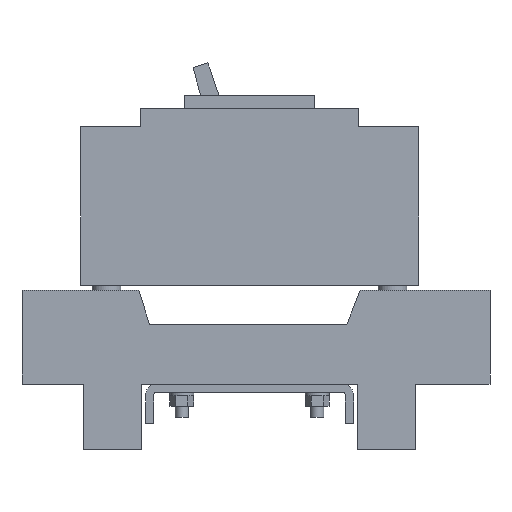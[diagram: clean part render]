
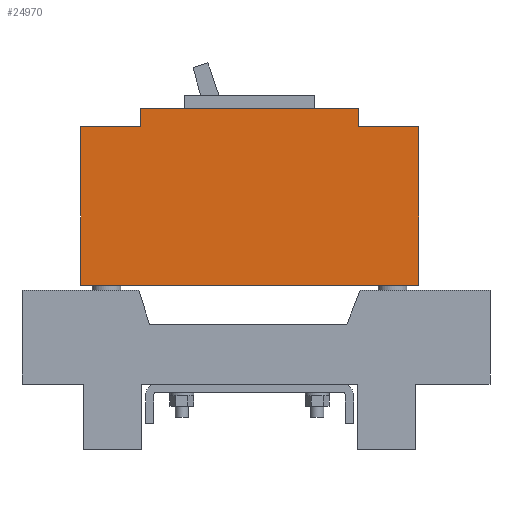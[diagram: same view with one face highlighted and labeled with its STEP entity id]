
A CAD part, left-side view. The second image highlights one B-rep face of the part: STEP entity #24970.
In plain terms, the highlighted planar face has unit normal (-1, 0, 0).
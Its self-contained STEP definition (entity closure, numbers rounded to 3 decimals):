
#24260=CARTESIAN_POINT('',(30.,415.,0.));
#24270=DIRECTION('',(1.,-0.,0.));
#24280=DIRECTION('',(0.,0.,-1.));
#24290=AXIS2_PLACEMENT_3D('',#24260,#24270,#24280);
#24300=PLANE('',#24290);
#24310=CARTESIAN_POINT('',(30.,285.,0.));
#24320=DIRECTION('',(0.,0.,-1.));
#24330=VECTOR('',#24320,1.);
#24340=LINE('',#24310,#24330);
#24350=CARTESIAN_POINT('',(30.,285.,-12.));
#24360=VERTEX_POINT('',#24350);
#24370=CARTESIAN_POINT('',(30.,285.,-73.));
#24380=VERTEX_POINT('',#24370);
#24390=EDGE_CURVE('',#24360,#24380,#24340,.T.);
#24400=ORIENTED_EDGE('',*,*,#24390,.F.);
#24410=CARTESIAN_POINT('',(30.,0.,-73.));
#24420=DIRECTION('',(0.,1.,0.));
#24430=VECTOR('',#24420,1.);
#24440=LINE('',#24410,#24430);
#24450=CARTESIAN_POINT('',(30.,415.,-73.));
#24460=VERTEX_POINT('',#24450);
#24470=EDGE_CURVE('',#24380,#24460,#24440,.T.);
#24480=ORIENTED_EDGE('',*,*,#24470,.F.);
#24490=CARTESIAN_POINT('',(30.,415.,0.));
#24500=DIRECTION('',(0.,0.,1.));
#24510=VECTOR('',#24500,1.);
#24520=LINE('',#24490,#24510);
#24530=CARTESIAN_POINT('',(30.,415.,-12.));
#24540=VERTEX_POINT('',#24530);
#24550=EDGE_CURVE('',#24460,#24540,#24520,.T.);
#24560=ORIENTED_EDGE('',*,*,#24550,.F.);
#24570=CARTESIAN_POINT('',(30.,0.,-12.));
#24580=DIRECTION('',(0.,-1.,0.));
#24590=VECTOR('',#24580,1.);
#24600=LINE('',#24570,#24590);
#24610=CARTESIAN_POINT('',(30.,392.,-12.));
#24620=VERTEX_POINT('',#24610);
#24630=EDGE_CURVE('',#24540,#24620,#24600,.T.);
#24640=ORIENTED_EDGE('',*,*,#24630,.F.);
#24650=CARTESIAN_POINT('',(30.,392.,0.));
#24660=DIRECTION('',(0.,0.,1.));
#24670=VECTOR('',#24660,1.);
#24680=LINE('',#24650,#24670);
#24690=CARTESIAN_POINT('',(30.,392.,-5.));
#24700=VERTEX_POINT('',#24690);
#24710=EDGE_CURVE('',#24620,#24700,#24680,.T.);
#24720=ORIENTED_EDGE('',*,*,#24710,.F.);
#24730=CARTESIAN_POINT('',(30.,0.,-5.));
#24740=DIRECTION('',(0.,-1.,0.));
#24750=VECTOR('',#24740,1.);
#24760=LINE('',#24730,#24750);
#24770=CARTESIAN_POINT('',(30.,308.,-5.));
#24780=VERTEX_POINT('',#24770);
#24790=EDGE_CURVE('',#24700,#24780,#24760,.T.);
#24800=ORIENTED_EDGE('',*,*,#24790,.F.);
#24810=CARTESIAN_POINT('',(30.,308.,0.));
#24820=DIRECTION('',(0.,0.,-1.));
#24830=VECTOR('',#24820,1.);
#24840=LINE('',#24810,#24830);
#24850=CARTESIAN_POINT('',(30.,308.,-12.));
#24860=VERTEX_POINT('',#24850);
#24870=EDGE_CURVE('',#24780,#24860,#24840,.T.);
#24880=ORIENTED_EDGE('',*,*,#24870,.F.);
#24890=CARTESIAN_POINT('',(30.,0.,-12.));
#24900=DIRECTION('',(0.,-1.,0.));
#24910=VECTOR('',#24900,1.);
#24920=LINE('',#24890,#24910);
#24930=EDGE_CURVE('',#24860,#24360,#24920,.T.);
#24940=ORIENTED_EDGE('',*,*,#24930,.F.);
#24950=EDGE_LOOP('',(#24940,#24880,#24800,#24720,#24640,#24560,#24480,
#24400));
#24960=FACE_OUTER_BOUND('',#24950,.T.);
#24970=ADVANCED_FACE('',(#24960),#24300,.F.);
